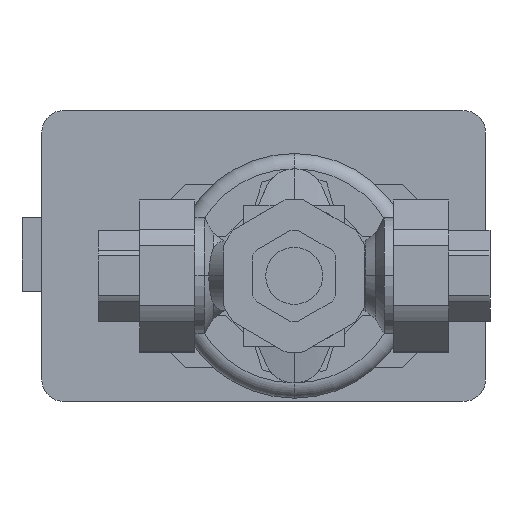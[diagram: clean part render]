
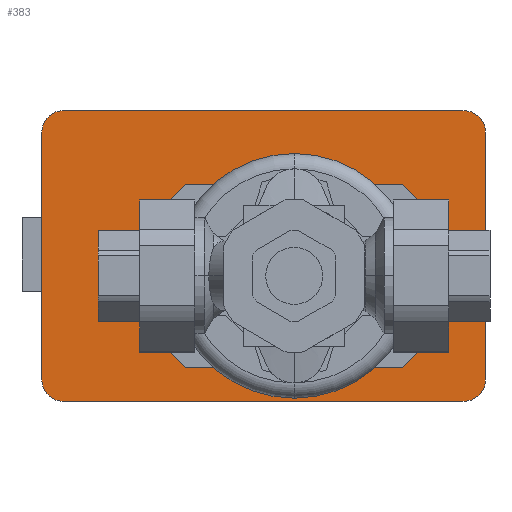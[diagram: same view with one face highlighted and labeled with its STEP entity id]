
A CAD part, front view. The second image highlights one B-rep face of the part: STEP entity #383.
In plain terms, the highlighted planar face has unit normal (0, -1, 0).
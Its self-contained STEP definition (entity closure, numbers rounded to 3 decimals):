
#383 = ADVANCED_FACE( '', ( #982, #983 ), #984, .F. );
#982 = FACE_OUTER_BOUND( '', #1641, .T. );
#983 = FACE_BOUND( '', #1642, .T. );
#984 = PLANE( '', #1643 );
#1641 = EDGE_LOOP( '', ( #3832, #3833, #3834, #3835, #3836, #3837, #3838, #3839 ) );
#1642 = EDGE_LOOP( '', ( #3840, #3841, #3842, #3843, #3844, #3845, #3846, #3847 ) );
#1643 = AXIS2_PLACEMENT_3D( '', #3848, #3849, #3850 );
#3832 = ORIENTED_EDGE( '', *, *, #5029, .F. );
#3833 = ORIENTED_EDGE( '', *, *, #5030, .F. );
#3834 = ORIENTED_EDGE( '', *, *, #5031, .F. );
#3835 = ORIENTED_EDGE( '', *, *, #5032, .F. );
#3836 = ORIENTED_EDGE( '', *, *, #5033, .F. );
#3837 = ORIENTED_EDGE( '', *, *, #5034, .F. );
#3838 = ORIENTED_EDGE( '', *, *, #5035, .F. );
#3839 = ORIENTED_EDGE( '', *, *, #5036, .F. );
#3840 = ORIENTED_EDGE( '', *, *, #5037, .T. );
#3841 = ORIENTED_EDGE( '', *, *, #5038, .T. );
#3842 = ORIENTED_EDGE( '', *, *, #5039, .T. );
#3843 = ORIENTED_EDGE( '', *, *, #5040, .T. );
#3844 = ORIENTED_EDGE( '', *, *, #5041, .T. );
#3845 = ORIENTED_EDGE( '', *, *, #5042, .T. );
#3846 = ORIENTED_EDGE( '', *, *, #5043, .T. );
#3847 = ORIENTED_EDGE( '', *, *, #5044, .T. );
#3848 = CARTESIAN_POINT( '', ( 64., 213., 0. ) );
#3849 = DIRECTION( '', ( 0., 1., 0. ) );
#3850 = DIRECTION( '', ( 0., 0., 1. ) );
#5029 = EDGE_CURVE( '', #6298, #6299, #6300, .T. );
#5030 = EDGE_CURVE( '', #6301, #6298, #6302, .T. );
#5031 = EDGE_CURVE( '', #6303, #6301, #6304, .T. );
#5032 = EDGE_CURVE( '', #6305, #6303, #6306, .T. );
#5033 = EDGE_CURVE( '', #6307, #6305, #6308, .T. );
#5034 = EDGE_CURVE( '', #6309, #6307, #6310, .T. );
#5035 = EDGE_CURVE( '', #6311, #6309, #6312, .T. );
#5036 = EDGE_CURVE( '', #6299, #6311, #6313, .T. );
#5037 = EDGE_CURVE( '', #6314, #6315, #6316, .T. );
#5038 = EDGE_CURVE( '', #6315, #6317, #6318, .T. );
#5039 = EDGE_CURVE( '', #6317, #6319, #6320, .T. );
#5040 = EDGE_CURVE( '', #6319, #6321, #6322, .T. );
#5041 = EDGE_CURVE( '', #6321, #6323, #6324, .T. );
#5042 = EDGE_CURVE( '', #6323, #6325, #6326, .T. );
#5043 = EDGE_CURVE( '', #6325, #6327, #6328, .T. );
#5044 = EDGE_CURVE( '', #6327, #6314, #6329, .T. );
#6298 = VERTEX_POINT( '', #8735 );
#6299 = VERTEX_POINT( '', #8736 );
#6300 = CIRCLE( '', #8737, 7. );
#6301 = VERTEX_POINT( '', #8738 );
#6302 = LINE( '', #8739, #8740 );
#6303 = VERTEX_POINT( '', #8741 );
#6304 = CIRCLE( '', #8742, 7. );
#6305 = VERTEX_POINT( '', #8743 );
#6306 = LINE( '', #8744, #8745 );
#6307 = VERTEX_POINT( '', #8746 );
#6308 = CIRCLE( '', #8747, 7. );
#6309 = VERTEX_POINT( '', #8748 );
#6310 = LINE( '', #8749, #8750 );
#6311 = VERTEX_POINT( '', #8751 );
#6312 = CIRCLE( '', #8752, 7. );
#6313 = LINE( '', #8753, #8754 );
#6314 = VERTEX_POINT( '', #8755 );
#6315 = VERTEX_POINT( '', #8756 );
#6316 = LINE( '', #8757, #8758 );
#6317 = VERTEX_POINT( '', #8759 );
#6318 = LINE( '', #8760, #8761 );
#6319 = VERTEX_POINT( '', #8762 );
#6320 = LINE( '', #8763, #8764 );
#6321 = VERTEX_POINT( '', #8765 );
#6322 = LINE( '', #8766, #8767 );
#6323 = VERTEX_POINT( '', #8768 );
#6324 = LINE( '', #8769, #8770 );
#6325 = VERTEX_POINT( '', #8771 );
#6326 = LINE( '', #8772, #8773 );
#6327 = VERTEX_POINT( '', #8774 );
#6328 = LINE( '', #8775, #8776 );
#6329 = LINE( '', #8777, #8778 );
#8735 = CARTESIAN_POINT( '', ( -18.5, 213., 47. ) );
#8736 = CARTESIAN_POINT( '', ( -11.5, 213., 54. ) );
#8737 = AXIS2_PLACEMENT_3D( '', #10180, #10181, #10182 );
#8738 = CARTESIAN_POINT( '', ( -18.5, 213., -34. ) );
#8739 = CARTESIAN_POINT( '', ( -18.5, 213., -34. ) );
#8740 = VECTOR( '', #10183, 1. );
#8741 = CARTESIAN_POINT( '', ( -11.5, 213., -41. ) );
#8742 = AXIS2_PLACEMENT_3D( '', #10184, #10185, #10186 );
#8743 = CARTESIAN_POINT( '', ( 119.5, 213., -41. ) );
#8744 = CARTESIAN_POINT( '', ( 119.5, 213., -41. ) );
#8745 = VECTOR( '', #10187, 1. );
#8746 = CARTESIAN_POINT( '', ( 126.5, 213., -34. ) );
#8747 = AXIS2_PLACEMENT_3D( '', #10188, #10189, #10190 );
#8748 = CARTESIAN_POINT( '', ( 126.5, 213., 47. ) );
#8749 = CARTESIAN_POINT( '', ( 126.5, 213., 47. ) );
#8750 = VECTOR( '', #10191, 1. );
#8751 = CARTESIAN_POINT( '', ( 119.5, 213., 54. ) );
#8752 = AXIS2_PLACEMENT_3D( '', #10192, #10193, #10194 );
#8753 = CARTESIAN_POINT( '', ( -11.5, 213., 54. ) );
#8754 = VECTOR( '', #10195, 1. );
#8755 = CARTESIAN_POINT( '', ( 28.5, 213., 30. ) );
#8756 = CARTESIAN_POINT( '', ( 99.5, 213., 30. ) );
#8757 = CARTESIAN_POINT( '', ( 28.5, 213., 30. ) );
#8758 = VECTOR( '', #10196, 1. );
#8759 = CARTESIAN_POINT( '', ( 116.5, 213., 13. ) );
#8760 = CARTESIAN_POINT( '', ( 99.5, 213., 30. ) );
#8761 = VECTOR( '', #10197, 1. );
#8762 = CARTESIAN_POINT( '', ( 116.5, 213., -13. ) );
#8763 = CARTESIAN_POINT( '', ( 116.5, 213., 13. ) );
#8764 = VECTOR( '', #10198, 1. );
#8765 = CARTESIAN_POINT( '', ( 99.5, 213., -30. ) );
#8766 = CARTESIAN_POINT( '', ( 116.5, 213., -13. ) );
#8767 = VECTOR( '', #10199, 1. );
#8768 = CARTESIAN_POINT( '', ( 28.5, 213., -30. ) );
#8769 = CARTESIAN_POINT( '', ( 99.5, 213., -30. ) );
#8770 = VECTOR( '', #10200, 1. );
#8771 = CARTESIAN_POINT( '', ( 11.5, 213., -13. ) );
#8772 = CARTESIAN_POINT( '', ( 28.5, 213., -30. ) );
#8773 = VECTOR( '', #10201, 1. );
#8774 = CARTESIAN_POINT( '', ( 11.5, 213., 13. ) );
#8775 = CARTESIAN_POINT( '', ( 11.5, 213., -13. ) );
#8776 = VECTOR( '', #10202, 1. );
#8777 = CARTESIAN_POINT( '', ( 11.5, 213., 13. ) );
#8778 = VECTOR( '', #10203, 1. );
#10180 = CARTESIAN_POINT( '', ( -11.5, 213., 47. ) );
#10181 = DIRECTION( '', ( 0., 1., 0. ) );
#10182 = DIRECTION( '', ( -1., 0., 0. ) );
#10183 = DIRECTION( '', ( 0., 0., 1. ) );
#10184 = CARTESIAN_POINT( '', ( -11.5, 213., -34. ) );
#10185 = DIRECTION( '', ( 0., 1., 0. ) );
#10186 = DIRECTION( '', ( 0., 0., -1. ) );
#10187 = DIRECTION( '', ( -1., 0., 0. ) );
#10188 = CARTESIAN_POINT( '', ( 119.5, 213., -34. ) );
#10189 = DIRECTION( '', ( 0., 1., 0. ) );
#10190 = DIRECTION( '', ( 1., 0., 0. ) );
#10191 = DIRECTION( '', ( 0., 0., -1. ) );
#10192 = CARTESIAN_POINT( '', ( 119.5, 213., 47. ) );
#10193 = DIRECTION( '', ( 0., 1., 0. ) );
#10194 = DIRECTION( '', ( 0., 0., 1. ) );
#10195 = DIRECTION( '', ( 1., 0., 0. ) );
#10196 = DIRECTION( '', ( 1., 0., 0. ) );
#10197 = DIRECTION( '', ( 0.707, 0., -0.707 ) );
#10198 = DIRECTION( '', ( 0., 0., -1. ) );
#10199 = DIRECTION( '', ( -0.707, 0., -0.707 ) );
#10200 = DIRECTION( '', ( -1., 0., 0. ) );
#10201 = DIRECTION( '', ( -0.707, 0., 0.707 ) );
#10202 = DIRECTION( '', ( 0., 0., 1. ) );
#10203 = DIRECTION( '', ( 0.707, 0., 0.707 ) );
